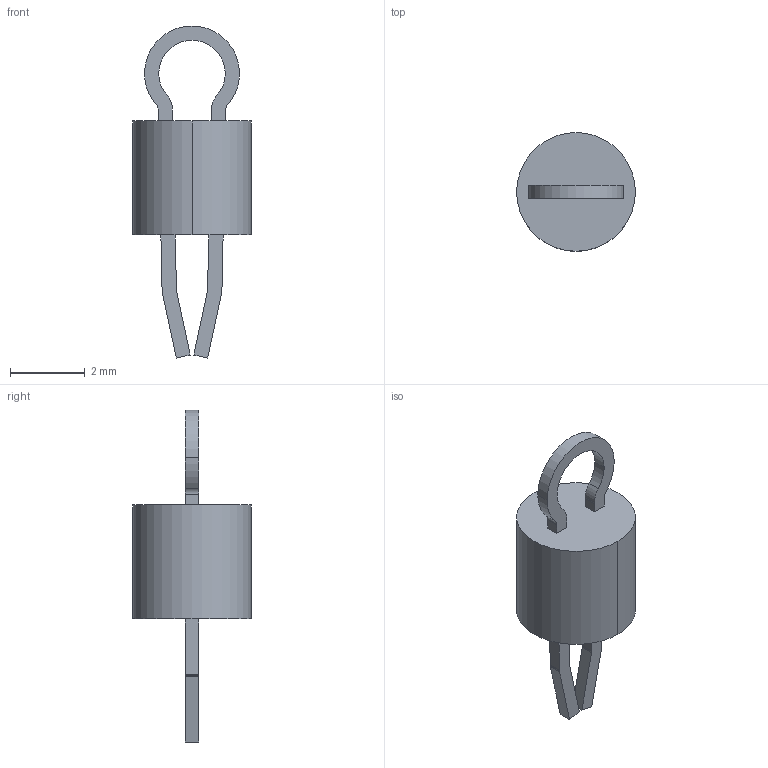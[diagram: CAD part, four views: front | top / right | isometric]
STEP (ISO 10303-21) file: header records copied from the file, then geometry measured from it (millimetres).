
FILE_DESCRIPTION(('FreeCAD Model'),'2;1');
FILE_NAME('User Library-testpoint001_sp.step', '2017-11-19T13:20:48',('kicad StepUp'),('ksu MCAD'), 'Open CASCADE STEP processor 6.8','FreeCAD','Unknown');
FILE_SCHEMA(('AUTOMOTIVE_DESIGN_CC2 { 1 2 10303 214 -1 1 5 4 }'));
Length unit declared in the file: millimetre
Products named in the file (1): User_Library-testpoint001_sp
Bounding box: 3.17 x 3.17 x 8.88 mm (x, y, z)
Volume: 25.8 mm3; surface area: 64.5 mm2
Topology: 1 solids, 1 shells, 42 faces, 114 edges, 76 vertices
Faces by surface type: plane 22, cylinder 20
Entity records: 4913 total; most frequent: CARTESIAN_POINT 2521, DIRECTION 338, ORIENTED_EDGE 228, PCURVE 228, DEFINITIONAL_REPRESENTATION 228, LINE 150, VECTOR 150, EDGE_CURVE 114
